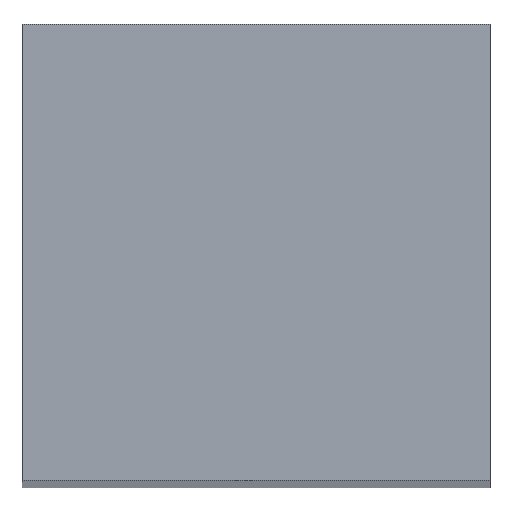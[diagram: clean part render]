
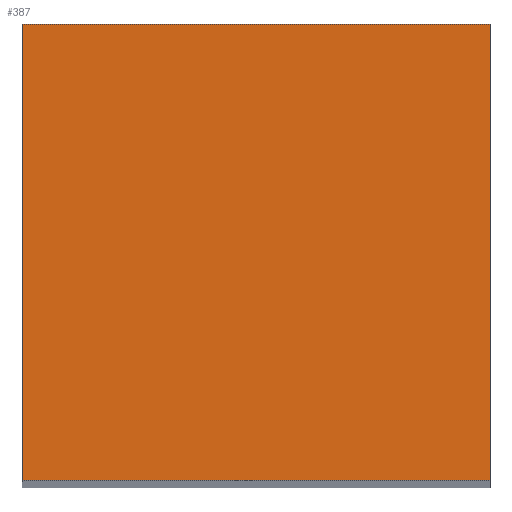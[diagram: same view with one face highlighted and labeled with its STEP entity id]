
A CAD part, top view. The second image highlights one B-rep face of the part: STEP entity #387.
In plain terms, the highlighted planar face has unit normal (0, 0, 1).
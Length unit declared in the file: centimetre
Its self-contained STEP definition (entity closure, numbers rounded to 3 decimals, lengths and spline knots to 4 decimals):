
#18 = DIRECTION ( 'NONE',  ( 1., 0., 0. ) ) ;
#28 = CARTESIAN_POINT ( 'NONE',  ( 8., 7.8, 1.2 ) ) ;
#29 = VERTEX_POINT ( 'NONE', #127 ) ;
#34 = LINE ( 'NONE', #232, #398 ) ;
#37 = FACE_OUTER_BOUND ( 'NONE', #86, .T. ) ;
#38 = ORIENTED_EDGE ( 'NONE', *, *, #430, .T. ) ;
#77 = ORIENTED_EDGE ( 'NONE', *, *, #224, .F. ) ;
#86 = EDGE_LOOP ( 'NONE', ( #38, #77, #129, #464 ) ) ;
#97 = EDGE_CURVE ( 'NONE', #29, #500, #217, .T. ) ;
#124 = AXIS2_PLACEMENT_3D ( 'NONE', #186, #337, #270 ) ;
#127 = CARTESIAN_POINT ( 'NONE',  ( 0., 7.8, 1.2 ) ) ;
#129 = ORIENTED_EDGE ( 'NONE', *, *, #97, .F. ) ;
#143 = LINE ( 'NONE', #480, #406 ) ;
#150 = CARTESIAN_POINT ( 'NONE',  ( 8., 0., 1.2 ) ) ;
#165 = VECTOR ( 'NONE', #481, 100. ) ;
#186 = CARTESIAN_POINT ( 'NONE',  ( 0., 7.8, 1.2 ) ) ;
#192 = PLANE ( 'NONE',  #124 ) ;
#208 = VECTOR ( 'NONE', #401, 100. ) ;
#217 = LINE ( 'NONE', #449, #165 ) ;
#222 = LINE ( 'NONE', #28, #208 ) ;
#224 = EDGE_CURVE ( 'NONE', #500, #349, #222, .T. ) ;
#232 = CARTESIAN_POINT ( 'NONE',  ( 0., 7.8, 1.2 ) ) ;
#252 = CARTESIAN_POINT ( 'NONE',  ( 8., 7.8, 1.2 ) ) ;
#270 = DIRECTION ( 'NONE',  ( -1., 0., 0. ) ) ;
#324 = EDGE_CURVE ( 'NONE', #29, #465, #34, .T. ) ;
#337 = DIRECTION ( 'NONE',  ( 0., 0., -1. ) ) ;
#349 = VERTEX_POINT ( 'NONE', #150 ) ;
#387 = ADVANCED_FACE ( 'NONE', ( #37 ), #192, .F. ) ;
#398 = VECTOR ( 'NONE', #412, 100. ) ;
#401 = DIRECTION ( 'NONE',  ( 0., -1., 0. ) ) ;
#406 = VECTOR ( 'NONE', #18, 100. ) ;
#412 = DIRECTION ( 'NONE',  ( 0., -1., 0. ) ) ;
#430 = EDGE_CURVE ( 'NONE', #465, #349, #143, .T. ) ;
#449 = CARTESIAN_POINT ( 'NONE',  ( 0., 7.8, 1.2 ) ) ;
#450 = CARTESIAN_POINT ( 'NONE',  ( 0., 0., 1.2 ) ) ;
#464 = ORIENTED_EDGE ( 'NONE', *, *, #324, .T. ) ;
#465 = VERTEX_POINT ( 'NONE', #450 ) ;
#480 = CARTESIAN_POINT ( 'NONE',  ( 0., 0., 1.2 ) ) ;
#481 = DIRECTION ( 'NONE',  ( 1., 0., 0. ) ) ;
#500 = VERTEX_POINT ( 'NONE', #252 ) ;
